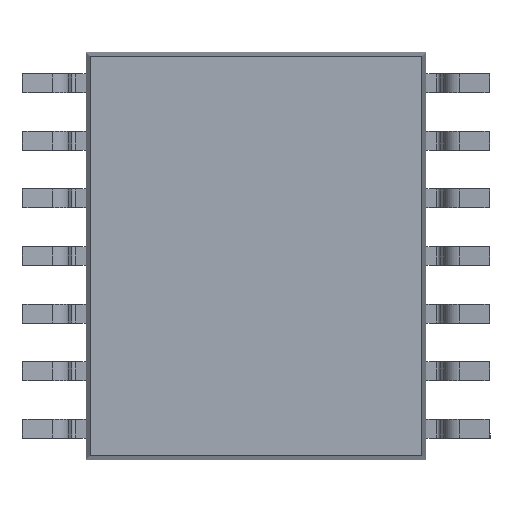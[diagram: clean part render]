
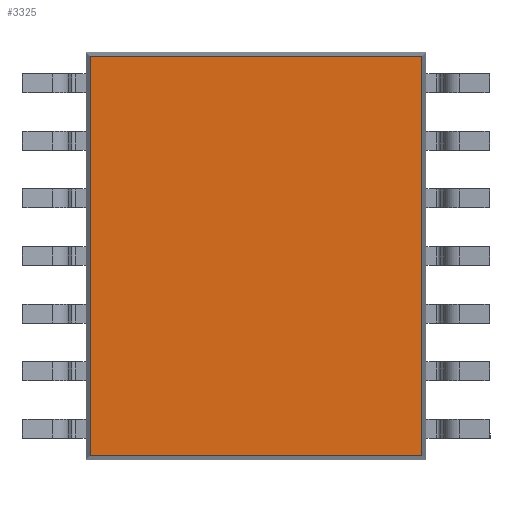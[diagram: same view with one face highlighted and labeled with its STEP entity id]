
A CAD part, front view. The second image highlights one B-rep face of the part: STEP entity #3325.
In plain terms, the highlighted planar face has unit normal (0, -1, 0).
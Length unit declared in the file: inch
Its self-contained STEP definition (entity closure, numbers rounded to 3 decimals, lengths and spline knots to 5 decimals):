
#196 = CARTESIAN_POINT ( 'NONE',  ( -0.14396, 0.012, -0.17346 ) ) ;
#258 = CARTESIAN_POINT ( 'NONE',  ( 0.1475, 0.012, 0.17346 ) ) ;
#366 = EDGE_CURVE ( 'NONE', #6248, #4175, #4734, .T. ) ;
#507 = EDGE_CURVE ( 'NONE', #4175, #6262, #4158, .T. ) ;
#765 = CARTESIAN_POINT ( 'NONE',  ( -0.14396, 0.012, 0.177 ) ) ;
#784 = EDGE_CURVE ( 'NONE', #6262, #985, #3326, .T. ) ;
#985 = VERTEX_POINT ( 'NONE', #2229 ) ;
#1235 = CARTESIAN_POINT ( 'NONE',  ( 0.14396, 0.012, 0.17346 ) ) ;
#1753 = DIRECTION ( 'NONE',  ( -1., 0., 0. ) ) ;
#1917 = VECTOR ( 'NONE', #3699, 39.37008 ) ;
#1965 = DIRECTION ( 'NONE',  ( 0., -1., 0. ) ) ;
#2063 = PLANE ( 'NONE',  #5558 ) ;
#2229 = CARTESIAN_POINT ( 'NONE',  ( 0.14396, 0.012, -0.17346 ) ) ;
#2468 = DIRECTION ( 'NONE',  ( 1., 0., 0. ) ) ;
#2665 = CARTESIAN_POINT ( 'NONE',  ( -0.1475, 0.012, -0.17346 ) ) ;
#2735 = VECTOR ( 'NONE', #2819, 39.37008 ) ;
#2819 = DIRECTION ( 'NONE',  ( 0., 0., -1. ) ) ;
#3125 = ORIENTED_EDGE ( 'NONE', *, *, #507, .T. ) ;
#3325 = ADVANCED_FACE ( 'NONE', ( #3904 ), #2063, .T. ) ;
#3326 = LINE ( 'NONE', #2665, #1917 ) ;
#3333 = VECTOR ( 'NONE', #1753, 39.37008 ) ;
#3376 = ORIENTED_EDGE ( 'NONE', *, *, #3516, .T. ) ;
#3419 = VECTOR ( 'NONE', #3893, 39.37008 ) ;
#3516 = EDGE_CURVE ( 'NONE', #985, #6248, #6219, .T. ) ;
#3699 = DIRECTION ( 'NONE',  ( 1., 0., 0. ) ) ;
#3893 = DIRECTION ( 'NONE',  ( 0., 0., 1. ) ) ;
#3904 = FACE_OUTER_BOUND ( 'NONE', #4781, .T. ) ;
#3987 = ORIENTED_EDGE ( 'NONE', *, *, #366, .T. ) ;
#4158 = LINE ( 'NONE', #765, #2735 ) ;
#4175 = VERTEX_POINT ( 'NONE', #5458 ) ;
#4734 = LINE ( 'NONE', #258, #3333 ) ;
#4781 = EDGE_LOOP ( 'NONE', ( #3376, #3987, #3125, #6010 ) ) ;
#5458 = CARTESIAN_POINT ( 'NONE',  ( -0.14396, 0.012, 0.17346 ) ) ;
#5558 = AXIS2_PLACEMENT_3D ( 'NONE', #6700, #1965, #2468 ) ;
#6010 = ORIENTED_EDGE ( 'NONE', *, *, #784, .T. ) ;
#6026 = CARTESIAN_POINT ( 'NONE',  ( 0.14396, 0.012, -0.177 ) ) ;
#6219 = LINE ( 'NONE', #6026, #3419 ) ;
#6248 = VERTEX_POINT ( 'NONE', #1235 ) ;
#6262 = VERTEX_POINT ( 'NONE', #196 ) ;
#6700 = CARTESIAN_POINT ( 'NONE',  ( 0., 0.012, 0. ) ) ;
